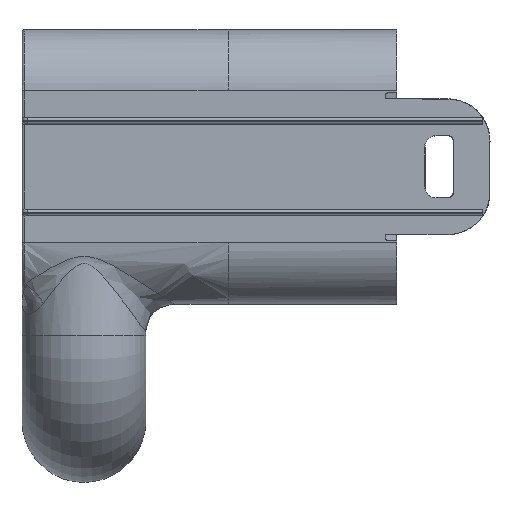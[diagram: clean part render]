
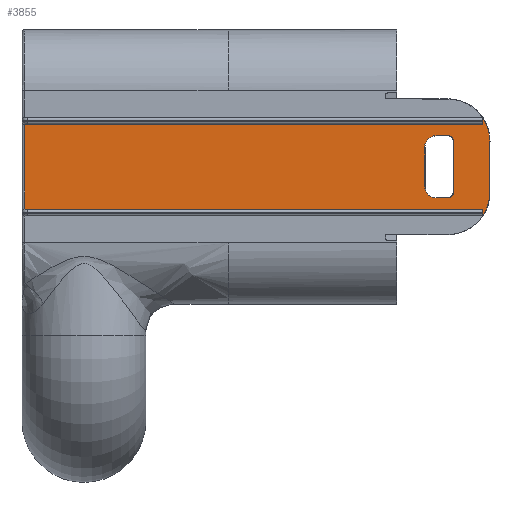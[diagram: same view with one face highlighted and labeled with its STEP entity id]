
A CAD part, top view. The second image highlights one B-rep face of the part: STEP entity #3855.
In plain terms, the highlighted face is planar.
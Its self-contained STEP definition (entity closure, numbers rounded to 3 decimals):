
#27=ELLIPSE('',#4163,7.509,7.5);
#28=ELLIPSE('',#4164,7.509,7.5);
#29=ELLIPSE('',#4165,1.001,1.);
#30=ELLIPSE('',#4166,2.002,2.);
#31=ELLIPSE('',#4167,2.002,2.);
#32=ELLIPSE('',#4168,1.001,1.);
#112=LINE('',#5564,#355);
#127=LINE('',#5615,#370);
#130=LINE('',#5623,#373);
#131=LINE('',#5625,#374);
#144=LINE('',#5663,#387);
#145=LINE('',#5667,#388);
#146=LINE('',#5673,#389);
#147=LINE('',#5677,#390);
#148=LINE('',#5681,#391);
#149=LINE('',#5684,#392);
#355=VECTOR('',#4514,10.);
#370=VECTOR('',#4561,10.);
#373=VECTOR('',#4570,10.);
#374=VECTOR('',#4573,10.);
#387=VECTOR('',#4604,10.);
#388=VECTOR('',#4607,10.);
#389=VECTOR('',#4612,1.);
#390=VECTOR('',#4615,1.);
#391=VECTOR('',#4618,1.);
#392=VECTOR('',#4621,1.);
#913=PLANE('',#4162);
#975=FACE_BOUND('',#1266,.T.);
#1025=FACE_OUTER_BOUND('',#1265,.T.);
#1265=EDGE_LOOP('',(#2768,#2769,#2770,#2771,#2772,#2773,#2774,#2775));
#1266=EDGE_LOOP('',(#2776,#2777,#2778,#2779,#2780,#2781,#2782,#2783));
#1636=VERTEX_POINT('',#5498);
#1644=VERTEX_POINT('',#5535);
#1651=VERTEX_POINT('',#5563);
#1661=VERTEX_POINT('',#5606);
#1663=VERTEX_POINT('',#5617);
#1664=VERTEX_POINT('',#5621);
#1681=VERTEX_POINT('',#5664);
#1682=VERTEX_POINT('',#5666);
#1683=VERTEX_POINT('',#5669);
#1684=VERTEX_POINT('',#5670);
#1685=VERTEX_POINT('',#5672);
#1686=VERTEX_POINT('',#5674);
#1687=VERTEX_POINT('',#5676);
#1688=VERTEX_POINT('',#5678);
#1689=VERTEX_POINT('',#5680);
#1690=VERTEX_POINT('',#5682);
#2049=EDGE_CURVE('',#1651,#1644,#112,.T.);
#2071=EDGE_CURVE('',#1661,#1651,#127,.T.);
#2075=EDGE_CURVE('',#1636,#1664,#130,.T.);
#2076=EDGE_CURVE('',#1664,#1663,#131,.T.);
#2095=EDGE_CURVE('',#1636,#1644,#144,.T.);
#2096=EDGE_CURVE('',#1681,#1663,#27,.T.);
#2097=EDGE_CURVE('',#1682,#1681,#145,.T.);
#2098=EDGE_CURVE('',#1661,#1682,#28,.T.);
#2099=EDGE_CURVE('',#1683,#1684,#29,.T.);
#2100=EDGE_CURVE('',#1683,#1685,#146,.T.);
#2101=EDGE_CURVE('',#1686,#1685,#30,.T.);
#2102=EDGE_CURVE('',#1687,#1686,#147,.T.);
#2103=EDGE_CURVE('',#1687,#1688,#31,.T.);
#2104=EDGE_CURVE('',#1689,#1688,#148,.T.);
#2105=EDGE_CURVE('',#1689,#1690,#32,.T.);
#2106=EDGE_CURVE('',#1684,#1690,#149,.T.);
#2768=ORIENTED_EDGE('',*,*,#2071,.T.);
#2769=ORIENTED_EDGE('',*,*,#2049,.T.);
#2770=ORIENTED_EDGE('',*,*,#2095,.F.);
#2771=ORIENTED_EDGE('',*,*,#2075,.T.);
#2772=ORIENTED_EDGE('',*,*,#2076,.T.);
#2773=ORIENTED_EDGE('',*,*,#2096,.F.);
#2774=ORIENTED_EDGE('',*,*,#2097,.F.);
#2775=ORIENTED_EDGE('',*,*,#2098,.F.);
#2776=ORIENTED_EDGE('',*,*,#2099,.F.);
#2777=ORIENTED_EDGE('',*,*,#2100,.T.);
#2778=ORIENTED_EDGE('',*,*,#2101,.F.);
#2779=ORIENTED_EDGE('',*,*,#2102,.F.);
#2780=ORIENTED_EDGE('',*,*,#2103,.T.);
#2781=ORIENTED_EDGE('',*,*,#2104,.F.);
#2782=ORIENTED_EDGE('',*,*,#2105,.T.);
#2783=ORIENTED_EDGE('',*,*,#2106,.F.);
#3855=ADVANCED_FACE('',(#1025,#975),#913,.F.);
#4162=AXIS2_PLACEMENT_3D('',#5662,#4602,#4603);
#4163=AXIS2_PLACEMENT_3D('',#5665,#4605,#4606);
#4164=AXIS2_PLACEMENT_3D('',#5668,#4608,#4609);
#4165=AXIS2_PLACEMENT_3D('',#5671,#4610,#4611);
#4166=AXIS2_PLACEMENT_3D('',#5675,#4613,#4614);
#4167=AXIS2_PLACEMENT_3D('',#5679,#4616,#4617);
#4168=AXIS2_PLACEMENT_3D('',#5683,#4619,#4620);
#4514=DIRECTION('',(0.,0.891,0.454));
#4561=DIRECTION('',(1.,0.,0.));
#4570=DIRECTION('',(0.,-0.891,-0.454));
#4573=DIRECTION('',(1.,0.,0.));
#4602=DIRECTION('center_axis',(0.,-0.454,0.891));
#4603=DIRECTION('ref_axis',(-1.,0.,0.));
#4604=DIRECTION('',(-1.,0.,0.));
#4605=DIRECTION('center_axis',(0.,-0.454,
0.891));
#4606=DIRECTION('ref_axis',(0.707,-0.631,-0.321));
#4607=DIRECTION('',(1.,0.,0.));
#4608=DIRECTION('center_axis',(0.,-0.454,
0.891));
#4609=DIRECTION('ref_axis',(-0.707,-0.631,-0.321));
#4610=DIRECTION('center_axis',(0.,0.454,-0.891));
#4611=DIRECTION('ref_axis',(-0.707,0.63,0.321));
#4612=DIRECTION('',(0.001,0.891,0.454));
#4613=DIRECTION('center_axis',(0.,0.454,-0.891));
#4614=DIRECTION('ref_axis',(0.707,0.63,0.321));
#4615=DIRECTION('',(1.,0.,0.));
#4616=DIRECTION('center_axis',(0.,-0.454,0.891));
#4617=DIRECTION('ref_axis',(0.707,-0.63,-0.321));
#4618=DIRECTION('',(-0.001,0.891,0.454));
#4619=DIRECTION('center_axis',(0.,-0.454,0.891));
#4620=DIRECTION('ref_axis',(-0.707,-0.63,-0.321));
#4621=DIRECTION('',(-1.,0.,0.));
#5498=CARTESIAN_POINT('',(7.538,119.194,158.353));
#5535=CARTESIAN_POINT('',(-7.557,119.194,158.353));
#5563=CARTESIAN_POINT('',(-7.557,46.676,121.43));
#5564=CARTESIAN_POINT('',(-7.557,89.964,143.47));
#5606=CARTESIAN_POINT('',(-8.671,46.676,121.43));
#5615=CARTESIAN_POINT('',(-3.778,46.676,121.43));
#5617=CARTESIAN_POINT('',(8.671,46.676,121.43));
#5621=CARTESIAN_POINT('',(7.538,46.676,121.43));
#5623=CARTESIAN_POINT('',(7.538,53.483,124.896));
#5625=CARTESIAN_POINT('',(4.369,46.676,121.43));
#5662=CARTESIAN_POINT('Origin',(0.,60.289,128.361));
#5663=CARTESIAN_POINT('',(0.,119.194,158.353));
#5664=CARTESIAN_POINT('',(4.538,45.57,120.867));
#5665=CARTESIAN_POINT('Origin',(4.529,52.258,124.272));
#5666=CARTESIAN_POINT('',(-4.538,45.57,120.867));
#5667=CARTESIAN_POINT('',(4.521,45.57,120.867));
#5668=CARTESIAN_POINT('Origin',(-4.529,52.258,124.272));
#5669=CARTESIAN_POINT('',(5.541,52.233,124.26));
#5670=CARTESIAN_POINT('',(4.541,51.342,123.806));
#5671=CARTESIAN_POINT('Origin',(4.54,52.234,124.26));
#5672=CARTESIAN_POINT('',(5.542,54.091,125.206));
#5673=CARTESIAN_POINT('',(5.54,51.378,123.824));
#5674=CARTESIAN_POINT('',(3.543,55.872,126.112));
#5675=CARTESIAN_POINT('Origin',(3.541,54.089,125.204));
#5676=CARTESIAN_POINT('',(-3.543,55.872,126.112));
#5677=CARTESIAN_POINT('',(-3.543,55.872,126.112));
#5678=CARTESIAN_POINT('',(-5.542,54.091,125.206));
#5679=CARTESIAN_POINT('Origin',(-3.541,54.089,125.204));
#5680=CARTESIAN_POINT('',(-5.541,52.233,124.26));
#5681=CARTESIAN_POINT('',(-5.54,51.378,123.824));
#5682=CARTESIAN_POINT('',(-4.541,51.342,123.806));
#5683=CARTESIAN_POINT('Origin',(-4.54,52.234,124.26));
#5684=CARTESIAN_POINT('',(4.541,51.342,123.806));
